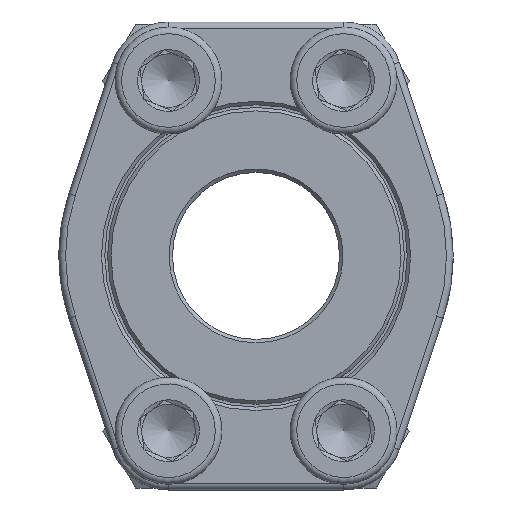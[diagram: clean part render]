
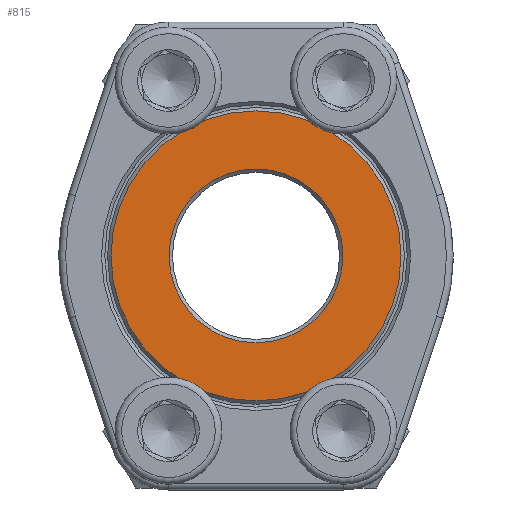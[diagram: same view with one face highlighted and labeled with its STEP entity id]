
A CAD part, top view. The second image highlights one B-rep face of the part: STEP entity #815.
In plain terms, the highlighted face is planar.
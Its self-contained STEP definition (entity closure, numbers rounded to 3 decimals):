
#679=FACE_BOUND('',#1111,.T.);
#680=FACE_BOUND('',#1112,.T.);
#815=ADVANCED_FACE('',(#679,#680),#936,.T.);
#936=PLANE('',#2498);
#1111=EDGE_LOOP('',(#1437));
#1112=EDGE_LOOP('',(#1438));
#1437=ORIENTED_EDGE('',*,*,#2067,.T.);
#1438=ORIENTED_EDGE('',*,*,#2068,.T.);
#1855=VERTEX_POINT('',#3690);
#1856=VERTEX_POINT('',#3692);
#2067=EDGE_CURVE('',#1855,#1855,#2285,.T.);
#2068=EDGE_CURVE('',#1856,#1856,#2286,.T.);
#2285=CIRCLE('',#2496,13.);
#2286=CIRCLE('',#2497,21.7);
#2496=AXIS2_PLACEMENT_3D('',#3689,#2917,#2918);
#2497=AXIS2_PLACEMENT_3D('',#3691,#2919,#2920);
#2498=AXIS2_PLACEMENT_3D('',#3693,#2921,#2922);
#2917=DIRECTION('',(1.,0.,0.));
#2918=DIRECTION('',(0.,0.,1.));
#2919=DIRECTION('',(-1.,0.,0.));
#2920=DIRECTION('',(0.,0.,1.));
#2921=DIRECTION('',(-1.,0.,0.));
#2922=DIRECTION('',(0.,0.,1.));
#3689=CARTESIAN_POINT('',(0.,0.,0.));
#3690=CARTESIAN_POINT('',(0.,0.,13.));
#3691=CARTESIAN_POINT('',(0.,0.,0.));
#3692=CARTESIAN_POINT('',(0.,0.,21.7));
#3693=CARTESIAN_POINT('',(0.,12.5,0.));
